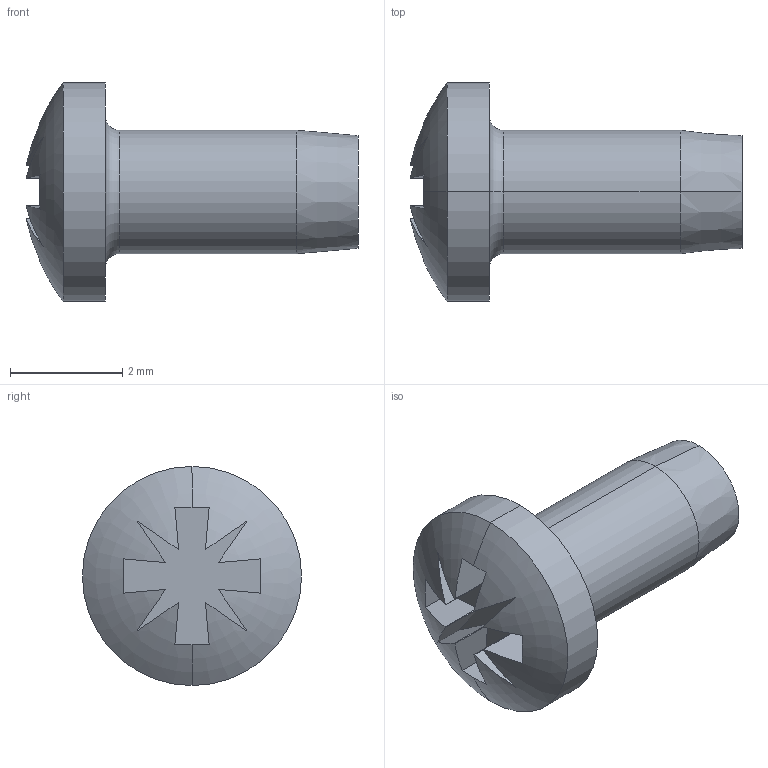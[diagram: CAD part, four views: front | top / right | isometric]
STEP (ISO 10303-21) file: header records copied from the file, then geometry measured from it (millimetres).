
FILE_DESCRIPTION (( 'STEP AP214' ), '1' );
FILE_NAME ('Screw from Motor Controller Kit.step', '2023-07-26T13:50:55', ( '' ), ( '' ), 'SwSTEP 2.0', 'SolidWorks 2021', '' );
FILE_SCHEMA (( 'AUTOMOTIVE_DESIGN' ));
Length unit declared in the file: millimetre
Products named in the file (1): Screw from Motor Controller Kit
Bounding box: 5.91 x 3.9 x 3.9 mm (x, y, z)
Volume: 27.7 mm3; surface area: 74.6 mm2
Topology: 1 solids, 1 shells, 41 faces, 108 edges, 70 vertices
Faces by surface type: plane 31, torus 4, cylinder 4, cone 2
Entity records: 1498 total; most frequent: CARTESIAN_POINT 494, ORIENTED_EDGE 216, DIRECTION 178, EDGE_CURVE 108, VERTEX_POINT 70, VECTOR 62, LINE 62, AXIS2_PLACEMENT_3D 58
